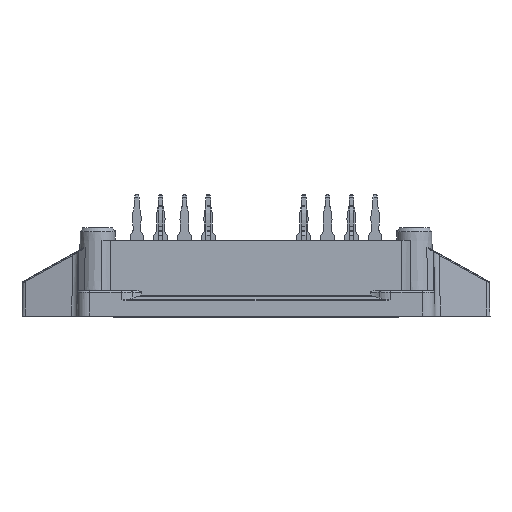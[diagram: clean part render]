
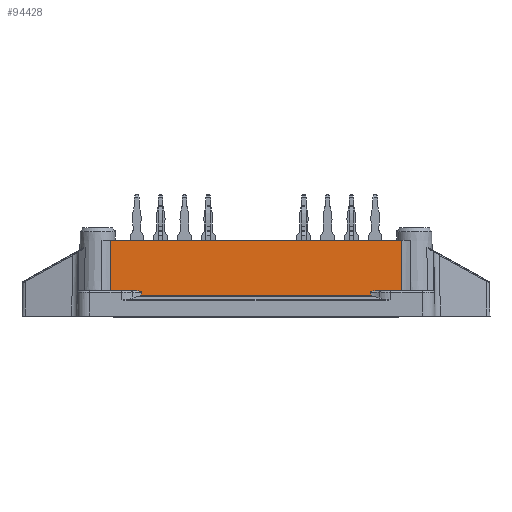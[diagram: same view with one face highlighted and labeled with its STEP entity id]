
A CAD part, front view. The second image highlights one B-rep face of the part: STEP entity #94428.
In plain terms, the highlighted planar face has unit normal (0, -1, 0.018).
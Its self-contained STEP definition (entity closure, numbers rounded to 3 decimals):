
#4975=B_SPLINE_CURVE_WITH_KNOTS('',3,(#131064,#131065,#131066,#131067),
 .UNSPECIFIED.,.F.,.F.,(4,4),(0.001,0.001),
 .UNSPECIFIED.);
#4976=B_SPLINE_CURVE_WITH_KNOTS('',3,(#131072,#131073,#131074,#131075),
 .UNSPECIFIED.,.F.,.F.,(4,4),(0.,0.001),
 .UNSPECIFIED.);
#4977=B_SPLINE_CURVE_WITH_KNOTS('',3,(#131077,#131078,#131079,#131080,#131081,
#131082,#131083,#131084),.UNSPECIFIED.,.F.,.F.,(4,1,1,1,1,4),(0.,
0.,0.,0.,0.001,
0.001),.UNSPECIFIED.);
#4978=B_SPLINE_CURVE_WITH_KNOTS('',3,(#131088,#131089,#131090,#131091),
 .UNSPECIFIED.,.F.,.F.,(4,4),(0.,0.007),.UNSPECIFIED.);
#4979=B_SPLINE_CURVE_WITH_KNOTS('',3,(#131092,#131093,#131094,#131095),
 .UNSPECIFIED.,.F.,.F.,(4,4),(0.,0.007),
 .UNSPECIFIED.);
#4980=B_SPLINE_CURVE_WITH_KNOTS('',3,(#131099,#131100,#131101,#131102,#131103,
#131104,#131105),.UNSPECIFIED.,.F.,.F.,(4,1,1,1,4),(0.,0.,
0.001,0.001,0.001),
 .UNSPECIFIED.);
#7579=ORIENTED_EDGE('',*,*,#27530,.F.);
#7580=ORIENTED_EDGE('',*,*,#27531,.T.);
#7581=ORIENTED_EDGE('',*,*,#27532,.F.);
#7582=ORIENTED_EDGE('',*,*,#27533,.T.);
#7583=ORIENTED_EDGE('',*,*,#27534,.T.);
#7584=ORIENTED_EDGE('',*,*,#27535,.T.);
#7585=ORIENTED_EDGE('',*,*,#25935,.F.);
#7586=ORIENTED_EDGE('',*,*,#27536,.T.);
#7587=ORIENTED_EDGE('',*,*,#27537,.F.);
#7588=ORIENTED_EDGE('',*,*,#27538,.T.);
#25935=EDGE_CURVE('',#35971,#35972,#41971,.T.);
#27530=EDGE_CURVE('',#37469,#37470,#4975,.T.);
#27531=EDGE_CURVE('',#37469,#37471,#42719,.T.);
#27532=EDGE_CURVE('',#37472,#37471,#4976,.T.);
#27533=EDGE_CURVE('',#37472,#37473,#4977,.T.);
#27534=EDGE_CURVE('',#37473,#37474,#42720,.T.);
#27535=EDGE_CURVE('',#37474,#35972,#4978,.T.);
#27536=EDGE_CURVE('',#35971,#37475,#4979,.T.);
#27537=EDGE_CURVE('',#37476,#37475,#42721,.T.);
#27538=EDGE_CURVE('',#37476,#37470,#4980,.T.);
#35971=VERTEX_POINT('',#127264);
#35972=VERTEX_POINT('',#127266);
#37469=VERTEX_POINT('',#131068);
#37470=VERTEX_POINT('',#131069);
#37471=VERTEX_POINT('',#131071);
#37472=VERTEX_POINT('',#131076);
#37473=VERTEX_POINT('',#131085);
#37474=VERTEX_POINT('',#131087);
#37475=VERTEX_POINT('',#131096);
#37476=VERTEX_POINT('',#131098);
#41971=LINE('',#127265,#48599);
#42719=LINE('',#131070,#49347);
#42720=LINE('',#131086,#49348);
#42721=LINE('',#131097,#49349);
#48599=VECTOR('',#106126,1000.);
#49347=VECTOR('',#108530,1000.);
#49348=VECTOR('',#108531,1000.);
#49349=VECTOR('',#108532,1000.);
#55312=EDGE_LOOP('',(#7579,#7580,#7581,#7582,#7583,#7584,#7585,#7586,#7587,
#7588));
#59636=FACE_BOUND('',#55312,.T.);
#63739=PLANE('',#99434);
#94428=ADVANCED_FACE('',(#59636),#63739,.T.);
#99434=AXIS2_PLACEMENT_3D('',#131063,#108528,#108529);
#106126=DIRECTION('',(1.,0.,0.));
#108528=DIRECTION('',(0.,-1.,0.017));
#108529=DIRECTION('',(0.,-0.017,-1.));
#108530=DIRECTION('',(1.,0.,0.));
#108531=DIRECTION('',(1.,0.,0.));
#108532=DIRECTION('',(-1.,0.,0.));
#127264=CARTESIAN_POINT('',(-19.525,-27.653,10.2));
#127265=CARTESIAN_POINT('',(-26.5,-27.653,10.2));
#127266=CARTESIAN_POINT('',(19.525,-27.653,10.2));
#131063=CARTESIAN_POINT('',(-26.5,-27.78,2.9));
#131064=CARTESIAN_POINT('',(-15.378,-27.781,2.822));
#131065=CARTESIAN_POINT('',(-15.379,-27.779,2.949));
#131066=CARTESIAN_POINT('',(-15.379,-27.777,3.076));
#131067=CARTESIAN_POINT('',(-15.379,-27.775,3.203));
#131068=CARTESIAN_POINT('',(-15.378,-27.781,2.822));
#131069=CARTESIAN_POINT('',(-15.379,-27.775,3.203));
#131070=CARTESIAN_POINT('',(-26.5,-27.781,2.822));
#131071=CARTESIAN_POINT('',(15.378,-27.781,2.822));
#131072=CARTESIAN_POINT('',(15.379,-27.775,3.203));
#131073=CARTESIAN_POINT('',(15.379,-27.777,3.076));
#131074=CARTESIAN_POINT('',(15.379,-27.779,2.949));
#131075=CARTESIAN_POINT('',(15.378,-27.781,2.822));
#131076=CARTESIAN_POINT('',(15.379,-27.775,3.203));
#131077=CARTESIAN_POINT('',(15.379,-27.775,3.203));
#131078=CARTESIAN_POINT('',(15.379,-27.774,3.235));
#131079=CARTESIAN_POINT('',(15.441,-27.773,3.274));
#131080=CARTESIAN_POINT('',(15.55,-27.773,3.32));
#131081=CARTESIAN_POINT('',(15.702,-27.772,3.361));
#131082=CARTESIAN_POINT('',(15.882,-27.771,3.392));
#131083=CARTESIAN_POINT('',(16.005,-27.771,3.4));
#131084=CARTESIAN_POINT('',(16.067,-27.771,3.4));
#131085=CARTESIAN_POINT('',(16.067,-27.771,3.4));
#131086=CARTESIAN_POINT('',(-26.5,-27.771,3.4));
#131087=CARTESIAN_POINT('',(19.511,-27.771,3.4));
#131088=CARTESIAN_POINT('',(19.511,-27.771,3.4));
#131089=CARTESIAN_POINT('',(19.516,-27.732,5.667));
#131090=CARTESIAN_POINT('',(19.521,-27.692,7.933));
#131091=CARTESIAN_POINT('',(19.525,-27.653,10.2));
#131092=CARTESIAN_POINT('',(-19.525,-27.653,10.2));
#131093=CARTESIAN_POINT('',(-19.521,-27.692,7.933));
#131094=CARTESIAN_POINT('',(-19.516,-27.732,5.667));
#131095=CARTESIAN_POINT('',(-19.511,-27.771,3.4));
#131096=CARTESIAN_POINT('',(-19.511,-27.771,3.4));
#131097=CARTESIAN_POINT('',(-26.5,-27.771,3.4));
#131098=CARTESIAN_POINT('',(-16.067,-27.771,3.4));
#131099=CARTESIAN_POINT('',(-16.067,-27.771,3.4));
#131100=CARTESIAN_POINT('',(-15.944,-27.771,3.4));
#131101=CARTESIAN_POINT('',(-15.762,-27.772,3.377));
#131102=CARTESIAN_POINT('',(-15.549,-27.773,3.32));
#131103=CARTESIAN_POINT('',(-15.44,-27.773,3.273));
#131104=CARTESIAN_POINT('',(-15.379,-27.774,3.235));
#131105=CARTESIAN_POINT('',(-15.379,-27.775,3.203));
